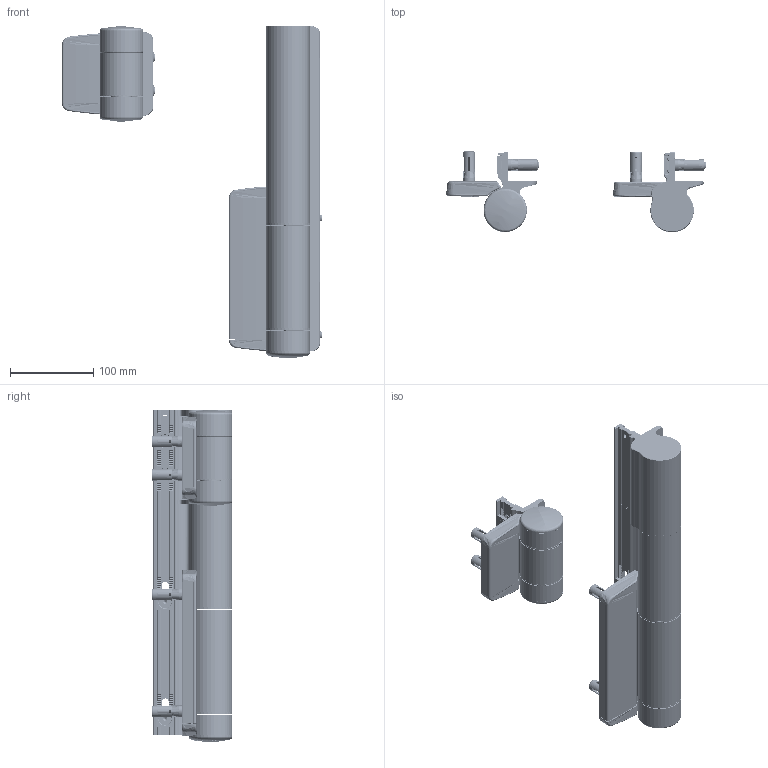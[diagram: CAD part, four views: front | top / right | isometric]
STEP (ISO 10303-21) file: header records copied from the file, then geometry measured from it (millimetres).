
FILE_DESCRIPTION (( 'STEP AP214' ), '1' );
FILE_NAME ('MAMMOTH-180.STEP', '2016-11-28T12:31:22', ( '' ), ( '' ), 'SwSTEP 2.0', 'SolidWorks 2016', '' );
FILE_SCHEMA (( 'AUTOMOTIVE_DESIGN' ));
Length unit declared in the file: millimetre
Products named in the file (41): 80122 - Rev0 - MT Boltcap; 80321 - Rev1 - MT Mask; DIN 914 - M6 x 12-N_DIN 914 - M6 x 12-N; 80506 - Rev2 - DN Dinocap; ASSY_80112 - rev0 - MT Assy Expansion Controller; 80301_S - Rev0 - MT Gear Wing Stamped; DIN 7984 - M8 x 25 --- 21.25S_DIN 7984 - M8 x 25 --- 21.25S; DINO; 80303_S - Rev1 - MT Cart Stamped; 80503 - Rev0 - DN Zero; MAMMOTH-180; ASSY_80322 - Rev0 - MT Assembly Umbrella; 80504_S - Rev1 - DN Dino Wing Stamped; ASSY_80501 - Rev0 - DN Assembly Trunk; 80302_S - Rev0 - MT Proboscis Stamped; DIN 7991 - M8 x 50 --- 22S_DIN 7991 - M8 x 50 --- 22S; 80330 - Rev0 - MT Oring 5x2; 80232 - rev1 - RC Eyebearing 14-40-12; NS6203RS-2-Rev0 - Binnenwerk; 80305_B3 - Rev1 - MT Scratch Fase 3 Machining; 80507_S - Rev1 - DN Dino Cart Stamped; 80304_B - Rev0 - MT Kerb Machined; 80326 - Rev1 - MT Topcap; MT-180 Assembly Scratch; 1009_467; ASSY_80313 - Rev0 - MT Assembly Freerun Pin; 80112 - Rev3 - MT Expansion Pin; 80505_F2 - Rev0 - DN Spine Fase 2 Forging; 80501_S - Rev0 - DN Trunk Stamped; 80319 - Rev3 - MT Capsule; 80313 - rev2 - MT Freerun Pin; 80318 - Rev0 - MT Ring; 80502 - Rev0 - DN Parasol; NS6203RS-1-Rev0 - Omhulsel; NS6203RS-3-Rev0 - Kogel; 80322 - Rev0 - MT Umbrella; 1009_469; DIN 916 - M6 x 20-N_DIN 916 - M6 x 20-N; DIN EN ISO 8750-4x20-St_DIN EN ISO 8750-4x20-St; Mammoth-180 without Dino ...
Assembly tree (84 placements, depth 5):
  MAMMOTH-180
    Mammoth-180 without Dino
      80301_S - Rev0 - MT Gear Wing Stamped
      MT-180 Assembly Scratch
        80305_B3 - Rev1 - MT Scratch Fase 3 Machining
        ASSY_80112 - rev0 - MT Assy Expansion Controller
          80112 - Rev3 - MT Expansion Pin
          80330 - Rev0 - MT Oring 5x2  x2
        ASSY_80313 - Rev0 - MT Assembly Freerun Pin
          80313 - rev2 - MT Freerun Pin
          80330 - Rev0 - MT Oring 5x2  x2
        DIN EN ISO 8750-4x20-St_DIN EN ISO 8750-4x20-St
      80321 - Rev1 - MT Mask
      80302_S - Rev0 - MT Proboscis Stamped
      80318 - Rev0 - MT Ring  x2
      DIN7343(dia5x24)
      ASSY_80322 - Rev0 - MT Assembly Umbrella
        80322 - Rev0 - MT Umbrella
        DIN 7984 - M8 x 25 --- 21.25S_DIN 7984 - M8 x 25 --- 21.25S
      80122 - Rev0 - MT Boltcap
      1009_469  x4
      1009_467  x4
      80304_B - Rev0 - MT Kerb Machined  x4
      DIN 7991 - M8 x 50 --- 22S_DIN 7991 - M8 x 50 --- 22S  x4
      80303_S - Rev1 - MT Cart Stamped
      80326 - Rev1 - MT Topcap
      DIN 916 - M6 x 20-N_DIN 916 - M6 x 20-N
      80319 - Rev3 - MT Capsule
      DIN 914 - M6 x 12-N_DIN 914 - M6 x 12-N
    DINO
      80504_S - Rev1 - DN Dino Wing Stamped
      80502 - Rev0 - DN Parasol  x2
      80503 - Rev0 - DN Zero  x2
      80505_F2 - Rev0 - DN Spine Fase 2 Forging
      80506 - Rev2 - DN Dinocap
      80326 - Rev1 - MT Topcap
      80507_S - Rev1 - DN Dino Cart Stamped
      80304_B - Rev0 - MT Kerb Machined  x4
      1009_467  x4
      1009_469  x4
      DIN 7991 - M8 x 50 --- 22S_DIN 7991 - M8 x 50 --- 22S  x4
      ASSY_80501 - Rev0 - DN Assembly Trunk
        80501_S - Rev0 - DN Trunk Stamped
        80232 - rev1 - RC Eyebearing 14-40-12  x2
          NS6203RS-3-Rev0 - Kogel
          NS6203RS-2-Rev0 - Binnenwerk
          NS6203RS-1-Rev0 - Omhulsel
      DIN 916 - M6 x 20-N_DIN 916 - M6 x 20-N
Bounding box: 311.31 x 96.5 x 397.94 mm (x, y, z)
Volume: 993561.6 mm3; surface area: 490371.7 mm2
Topology: 86 solids, 86 shells, 6792 faces, 17895 edges, 11365 vertices
Faces by surface type: plane 2891, cylinder 1624, cone 1115, bspline 586, torus 445, sphere 131
Entity records: 139592 total; most frequent: CARTESIAN_POINT 43247, ORIENTED_EDGE 20160, DIRECTION 19727, EDGE_CURVE 10080, AXIS2_PLACEMENT_3D 7265, VERTEX_POINT 6427, VECTOR 5197, LINE 5197
